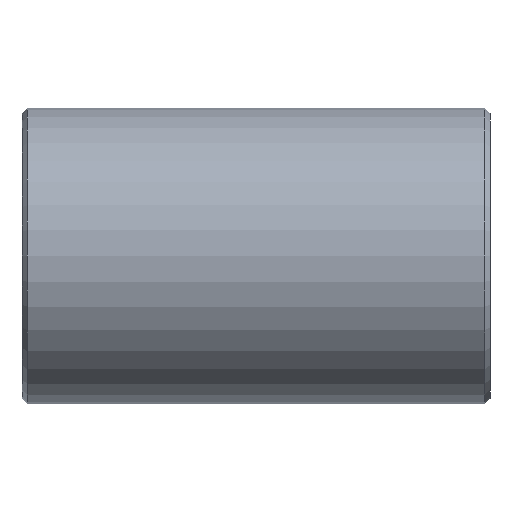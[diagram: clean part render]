
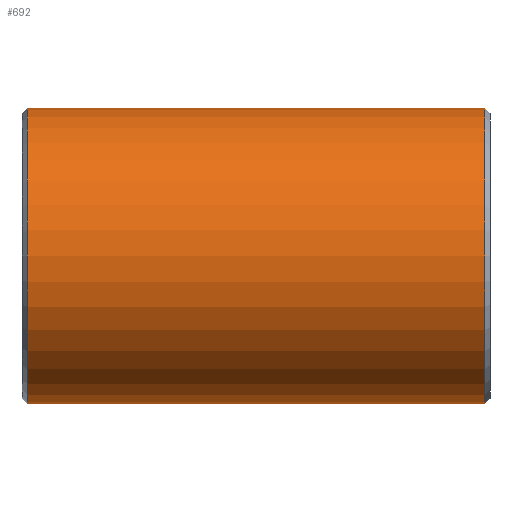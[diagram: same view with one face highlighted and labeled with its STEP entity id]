
A CAD part, front view. The second image highlights one B-rep face of the part: STEP entity #692.
In plain terms, the highlighted cylindrical face has radius 136.525 mm (diameter 273.05 mm), a partial arc.
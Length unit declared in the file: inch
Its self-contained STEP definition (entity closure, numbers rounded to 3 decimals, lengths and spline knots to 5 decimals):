
#5 = DIRECTION ( 'NONE',  ( -1., 0., 0. ) ) ;
#6 = ORIENTED_EDGE ( 'NONE', *, *, #675, .T. ) ;
#9 = CARTESIAN_POINT ( 'NONE',  ( 8.5, 0., 0. ) ) ;
#28 = CARTESIAN_POINT ( 'NONE',  ( -8.302, 0., 5.375 ) ) ;
#45 = DIRECTION ( 'NONE',  ( 0., 0., 1. ) ) ;
#81 = CARTESIAN_POINT ( 'NONE',  ( 8.302, 0., 0. ) ) ;
#104 = DIRECTION ( 'NONE',  ( 1., 0., 0. ) ) ;
#112 = LINE ( 'NONE', #482, #402 ) ;
#177 = VECTOR ( 'NONE', #235, 39.37008 ) ;
#204 = CIRCLE ( 'NONE', #317, 5.375 ) ;
#231 = AXIS2_PLACEMENT_3D ( 'NONE', #9, #294, #664 ) ;
#232 = EDGE_LOOP ( 'NONE', ( #656, #6, #562, #331 ) ) ;
#235 = DIRECTION ( 'NONE',  ( -1., 0., 0. ) ) ;
#264 = VERTEX_POINT ( 'NONE', #28 ) ;
#290 = DIRECTION ( 'NONE',  ( 0., 0., -1. ) ) ;
#294 = DIRECTION ( 'NONE',  ( -1., 0., 0. ) ) ;
#298 = CARTESIAN_POINT ( 'NONE',  ( 8.302, 0., -5.375 ) ) ;
#317 = AXIS2_PLACEMENT_3D ( 'NONE', #81, #5, #290 ) ;
#331 = ORIENTED_EDGE ( 'NONE', *, *, #395, .T. ) ;
#372 = FACE_OUTER_BOUND ( 'NONE', #232, .T. ) ;
#395 = EDGE_CURVE ( 'NONE', #264, #558, #794, .T. ) ;
#402 = VECTOR ( 'NONE', #693, 39.37008 ) ;
#433 = EDGE_CURVE ( 'NONE', #721, #558, #112, .T. ) ;
#439 = LINE ( 'NONE', #512, #177 ) ;
#446 = CARTESIAN_POINT ( 'NONE',  ( -8.302, 0., -5.375 ) ) ;
#482 = CARTESIAN_POINT ( 'NONE',  ( 8.5, 0., -5.375 ) ) ;
#497 = CYLINDRICAL_SURFACE ( 'NONE', #231, 5.375 ) ;
#512 = CARTESIAN_POINT ( 'NONE',  ( 8.5, 0., 5.375 ) ) ;
#514 = EDGE_CURVE ( 'NONE', #661, #264, #439, .T. ) ;
#558 = VERTEX_POINT ( 'NONE', #446 ) ;
#562 = ORIENTED_EDGE ( 'NONE', *, *, #514, .T. ) ;
#656 = ORIENTED_EDGE ( 'NONE', *, *, #433, .F. ) ;
#661 = VERTEX_POINT ( 'NONE', #862 ) ;
#664 = DIRECTION ( 'NONE',  ( 0., 0., 1. ) ) ;
#675 = EDGE_CURVE ( 'NONE', #721, #661, #204, .T. ) ;
#692 = ADVANCED_FACE ( 'NONE', ( #372 ), #497, .T. ) ;
#693 = DIRECTION ( 'NONE',  ( -1., 0., 0. ) ) ;
#721 = VERTEX_POINT ( 'NONE', #298 ) ;
#756 = CARTESIAN_POINT ( 'NONE',  ( -8.302, 0., 0. ) ) ;
#794 = CIRCLE ( 'NONE', #828, 5.375 ) ;
#828 = AXIS2_PLACEMENT_3D ( 'NONE', #756, #104, #45 ) ;
#862 = CARTESIAN_POINT ( 'NONE',  ( 8.302, 0., 5.375 ) ) ;
